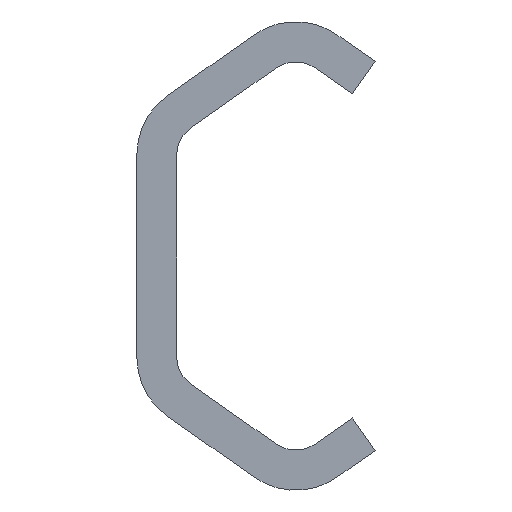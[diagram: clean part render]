
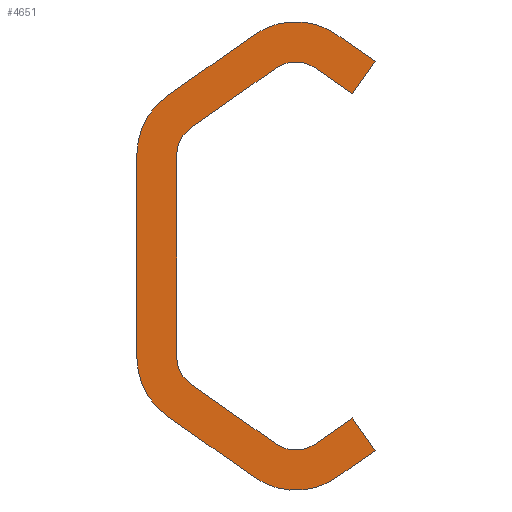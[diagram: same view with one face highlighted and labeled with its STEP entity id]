
A CAD part, left-side view. The second image highlights one B-rep face of the part: STEP entity #4651.
In plain terms, the highlighted planar face has unit normal (-1, 0, 0).
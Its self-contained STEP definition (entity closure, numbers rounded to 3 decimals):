
#3667=CARTESIAN_POINT('',(0.0,-5.0,12.246));
#3668=VERTEX_POINT('',#3667);
#3675=CARTESIAN_POINT('',(0.0,-3.567,10.2));
#3676=VERTEX_POINT('',#3675);
#3677=CARTESIAN_POINT('',(0.0,-5.0,12.246));
#3678=DIRECTION('',(0.0,0.574,-0.819));
#3679=VECTOR('',#3678,2.498);
#3680=LINE('',#3677,#3679);
#3681=EDGE_CURVE('',#3668,#3676,#3680,.T.);
#3705=CARTESIAN_POINT('',(0.0,-2.599,13.93));
#3706=VERTEX_POINT('',#3705);
#3713=CARTESIAN_POINT('',(0.0,-2.599,13.93));
#3714=DIRECTION('',(0.0,-0.819,-0.574));
#3715=VECTOR('',#3714,2.932);
#3716=LINE('',#3713,#3715);
#3717=EDGE_CURVE('',#3706,#3668,#3716,.T.);
#3737=CARTESIAN_POINT('',(0.0,2.596,13.932));
#3738=VERTEX_POINT('',#3737);
#3745=CARTESIAN_POINT('',(0.0,0.,10.222));
#3746=DIRECTION('',(1.0,0.0,0.0));
#3747=DIRECTION('',(0.0,0.573,0.819));
#3748=AXIS2_PLACEMENT_3D('',#3745,#3746,#3747);
#3749=CIRCLE('',#3748,4.528);
#3750=EDGE_CURVE('',#3738,#3706,#3749,.T.);
#3769=CARTESIAN_POINT('',(0.0,8.068,10.102));
#3770=VERTEX_POINT('',#3769);
#3777=CARTESIAN_POINT('',(0.0,8.068,10.102));
#3778=DIRECTION('',(0.0,-0.819,0.573));
#3779=VECTOR('',#3778,6.679);
#3780=LINE('',#3777,#3779);
#3781=EDGE_CURVE('',#3770,#3738,#3780,.T.);
#3801=CARTESIAN_POINT('',(0.0,10.0,6.392));
#3802=VERTEX_POINT('',#3801);
#3809=CARTESIAN_POINT('',(0.0,5.472,6.392));
#3810=DIRECTION('',(1.0,0.0,0.0));
#3811=DIRECTION('',(0.0,1.0,0.0));
#3812=AXIS2_PLACEMENT_3D('',#3809,#3810,#3811);
#3813=CIRCLE('',#3812,4.528);
#3814=EDGE_CURVE('',#3802,#3770,#3813,.T.);
#3833=CARTESIAN_POINT('',(0.0,10.0,-6.393));
#3834=VERTEX_POINT('',#3833);
#3841=CARTESIAN_POINT('',(0.0,10.0,-6.393));
#3842=DIRECTION('',(0.0,0.0,1.0));
#3843=VECTOR('',#3842,12.785);
#3844=LINE('',#3841,#3843);
#3845=EDGE_CURVE('',#3834,#3802,#3844,.T.);
#4033=CARTESIAN_POINT('',(0.0,8.069,-10.102));
#4034=VERTEX_POINT('',#4033);
#4041=CARTESIAN_POINT('',(0.0,5.472,-6.393));
#4042=DIRECTION('',(1.0,0.0,0.0));
#4043=DIRECTION('',(0.0,0.574,-0.819));
#4044=AXIS2_PLACEMENT_3D('',#4041,#4042,#4043);
#4045=CIRCLE('',#4044,4.528);
#4046=EDGE_CURVE('',#4034,#3834,#4045,.T.);
#4065=CARTESIAN_POINT('',(0.0,2.599,-13.932));
#4066=VERTEX_POINT('',#4065);
#4073=CARTESIAN_POINT('',(0.0,2.599,-13.932));
#4074=DIRECTION('',(0.0,0.819,0.574));
#4075=VECTOR('',#4074,6.678);
#4076=LINE('',#4073,#4075);
#4077=EDGE_CURVE('',#4066,#4034,#4076,.T.);
#4097=CARTESIAN_POINT('',(0.0,-2.598,-13.931));
#4098=VERTEX_POINT('',#4097);
#4105=CARTESIAN_POINT('',(0.0,0.002,-10.223));
#4106=DIRECTION('',(1.0,0.0,0.0));
#4107=DIRECTION('',(0.0,-0.574,-0.819));
#4108=AXIS2_PLACEMENT_3D('',#4105,#4106,#4107);
#4109=CIRCLE('',#4108,4.528);
#4110=EDGE_CURVE('',#4098,#4066,#4109,.T.);
#4129=CARTESIAN_POINT('',(0.0,-5.0,-12.246));
#4130=VERTEX_POINT('',#4129);
#4137=CARTESIAN_POINT('',(0.0,-5.0,-12.246));
#4138=DIRECTION('',(0.0,0.819,-0.574));
#4139=VECTOR('',#4138,2.934);
#4140=LINE('',#4137,#4139);
#4141=EDGE_CURVE('',#4130,#4098,#4140,.T.);
#4160=CARTESIAN_POINT('',(0.0,-3.567,-10.2));
#4161=VERTEX_POINT('',#4160);
#4168=CARTESIAN_POINT('',(0.0,-3.567,-10.2));
#4169=DIRECTION('',(0.0,-0.574,-0.819));
#4170=VECTOR('',#4169,2.498);
#4171=LINE('',#4168,#4170);
#4172=EDGE_CURVE('',#4161,#4130,#4171,.T.);
#4191=CARTESIAN_POINT('',(0.0,-1.163,-11.883));
#4192=VERTEX_POINT('',#4191);
#4199=CARTESIAN_POINT('',(0.0,-1.163,-11.883));
#4200=DIRECTION('',(0.0,-0.819,0.574));
#4201=VECTOR('',#4200,2.935);
#4202=LINE('',#4199,#4201);
#4203=EDGE_CURVE('',#4192,#4161,#4202,.T.);
#4223=CARTESIAN_POINT('',(0.0,1.163,-11.883));
#4224=VERTEX_POINT('',#4223);
#4231=CARTESIAN_POINT('',(0.0,0.,-10.222));
#4232=DIRECTION('',(-1.0,0.0,0.0));
#4233=DIRECTION('',(0.0,0.574,0.819));
#4234=AXIS2_PLACEMENT_3D('',#4231,#4232,#4233);
#4235=CIRCLE('',#4234,2.028);
#4236=EDGE_CURVE('',#4224,#4192,#4235,.T.);
#4255=CARTESIAN_POINT('',(0.0,6.635,-8.052));
#4256=VERTEX_POINT('',#4255);
#4263=CARTESIAN_POINT('',(0.0,6.635,-8.052));
#4264=DIRECTION('',(0.0,-0.819,-0.574));
#4265=VECTOR('',#4264,6.68);
#4266=LINE('',#4263,#4265);
#4267=EDGE_CURVE('',#4256,#4224,#4266,.T.);
#4287=CARTESIAN_POINT('',(0.0,7.5,-6.39));
#4288=VERTEX_POINT('',#4287);
#4295=CARTESIAN_POINT('',(0.0,5.472,-6.39));
#4296=DIRECTION('',(-1.0,0.0,0.0));
#4297=DIRECTION('',(0.0,-0.574,0.819));
#4298=AXIS2_PLACEMENT_3D('',#4295,#4296,#4297);
#4299=CIRCLE('',#4298,2.028);
#4300=EDGE_CURVE('',#4288,#4256,#4299,.T.);
#4319=CARTESIAN_POINT('',(0.0,7.5,6.39));
#4320=VERTEX_POINT('',#4319);
#4327=CARTESIAN_POINT('',(0.0,7.5,6.39));
#4328=DIRECTION('',(0.0,0.0,-1.0));
#4329=VECTOR('',#4328,12.781);
#4330=LINE('',#4327,#4329);
#4331=EDGE_CURVE('',#4320,#4288,#4330,.T.);
#4519=CARTESIAN_POINT('',(0.0,6.635,8.052));
#4520=VERTEX_POINT('',#4519);
#4527=CARTESIAN_POINT('',(0.0,5.472,6.39));
#4528=DIRECTION('',(-1.0,0.0,0.0));
#4529=DIRECTION('',(0.0,-1.0,0.0));
#4530=AXIS2_PLACEMENT_3D('',#4527,#4528,#4529);
#4531=CIRCLE('',#4530,2.028);
#4532=EDGE_CURVE('',#4520,#4320,#4531,.T.);
#4551=CARTESIAN_POINT('',(0.0,1.163,11.883));
#4552=VERTEX_POINT('',#4551);
#4559=CARTESIAN_POINT('',(0.0,1.163,11.883));
#4560=DIRECTION('',(0.0,0.819,-0.574));
#4561=VECTOR('',#4560,6.68);
#4562=LINE('',#4559,#4561);
#4563=EDGE_CURVE('',#4552,#4520,#4562,.T.);
#4583=CARTESIAN_POINT('',(0.0,-1.163,11.883));
#4584=VERTEX_POINT('',#4583);
#4591=CARTESIAN_POINT('',(0.0,0.,10.222));
#4592=DIRECTION('',(-1.0,0.0,0.0));
#4593=DIRECTION('',(0.0,-0.574,-0.819));
#4594=AXIS2_PLACEMENT_3D('',#4591,#4592,#4593);
#4595=CIRCLE('',#4594,2.028);
#4596=EDGE_CURVE('',#4584,#4552,#4595,.T.);
#4614=CARTESIAN_POINT('',(0.0,-3.567,10.2));
#4615=DIRECTION('',(0.0,0.819,0.574));
#4616=VECTOR('',#4615,2.935);
#4617=LINE('',#4614,#4616);
#4618=EDGE_CURVE('',#3676,#4584,#4617,.T.);
#4624=CARTESIAN_POINT('',(0.0,4.08,0.));
#4625=DIRECTION('',(1.0,0.0,0.0));
#4626=DIRECTION('',(0.0,0.0,-1.0));
#4627=AXIS2_PLACEMENT_3D('',#4624,#4625,#4626);
#4628=PLANE('',#4627);
#4629=ORIENTED_EDGE('',*,*,#4618,.F.);
#4630=ORIENTED_EDGE('',*,*,#3681,.F.);
#4631=ORIENTED_EDGE('',*,*,#3717,.F.);
#4632=ORIENTED_EDGE('',*,*,#3750,.F.);
#4633=ORIENTED_EDGE('',*,*,#3781,.F.);
#4634=ORIENTED_EDGE('',*,*,#3814,.F.);
#4635=ORIENTED_EDGE('',*,*,#3845,.F.);
#4636=ORIENTED_EDGE('',*,*,#4046,.F.);
#4637=ORIENTED_EDGE('',*,*,#4077,.F.);
#4638=ORIENTED_EDGE('',*,*,#4110,.F.);
#4639=ORIENTED_EDGE('',*,*,#4141,.F.);
#4640=ORIENTED_EDGE('',*,*,#4172,.F.);
#4641=ORIENTED_EDGE('',*,*,#4203,.F.);
#4642=ORIENTED_EDGE('',*,*,#4236,.F.);
#4643=ORIENTED_EDGE('',*,*,#4267,.F.);
#4644=ORIENTED_EDGE('',*,*,#4300,.F.);
#4645=ORIENTED_EDGE('',*,*,#4331,.F.);
#4646=ORIENTED_EDGE('',*,*,#4532,.F.);
#4647=ORIENTED_EDGE('',*,*,#4563,.F.);
#4648=ORIENTED_EDGE('',*,*,#4596,.F.);
#4649=EDGE_LOOP('',(#4629,#4630,#4631,#4632,#4633,#4634,#4635,#4636,#4637,#4638,#4639,#4640,#4641,#4642,#4643,#4644,#4645,#4646,#4647,#4648));
#4650=FACE_OUTER_BOUND('',#4649,.T.);
#4651=ADVANCED_FACE('',(#4650),#4628,.F.);
